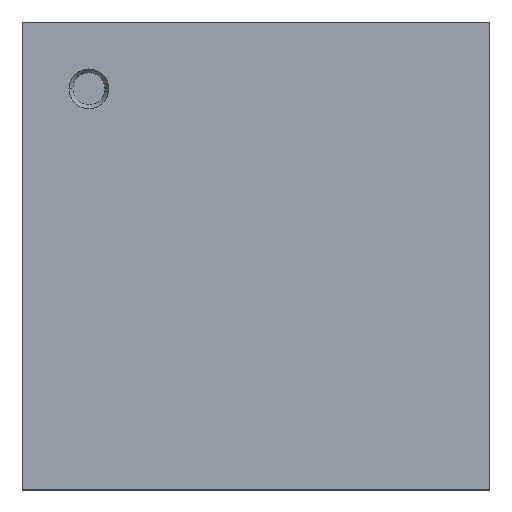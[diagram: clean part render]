
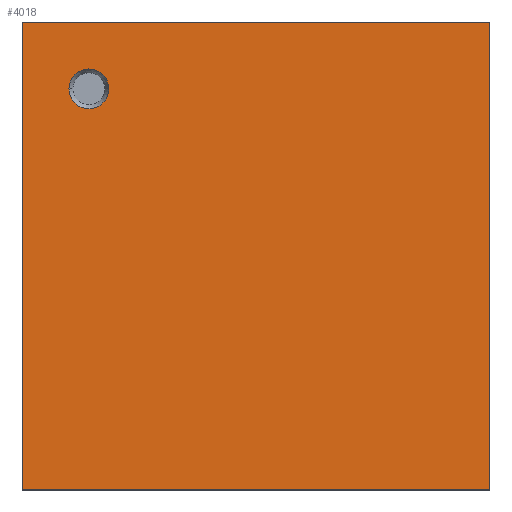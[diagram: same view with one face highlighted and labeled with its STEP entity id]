
A CAD part, top view. The second image highlights one B-rep face of the part: STEP entity #4018.
In plain terms, the highlighted planar face has unit normal (0, 0, 1).
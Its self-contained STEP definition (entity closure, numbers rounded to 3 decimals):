
#133 = CARTESIAN_POINT ( 'NONE',  ( -3.5, -3.5, 1.1 ) ) ;
#150 = CARTESIAN_POINT ( 'NONE',  ( -2.202, 2.5, 1.1 ) ) ;
#223 = CARTESIAN_POINT ( 'NONE',  ( 3.5, -3.5, 1.1 ) ) ;
#315 = VECTOR ( 'NONE', #2634, 1000. ) ;
#355 = ORIENTED_EDGE ( 'NONE', *, *, #2841, .F. ) ;
#536 = CARTESIAN_POINT ( 'NONE',  ( -3.5, -3.5, 1.1 ) ) ;
#565 = LINE ( 'NONE', #133, #315 ) ;
#663 = CARTESIAN_POINT ( 'NONE',  ( -3.5, 3.5, 1.1 ) ) ;
#774 = EDGE_CURVE ( 'NONE', #2379, #5473, #9340, .T. ) ;
#956 = ORIENTED_EDGE ( 'NONE', *, *, #1940, .T. ) ;
#1016 = VERTEX_POINT ( 'NONE', #2381 ) ;
#1617 = DIRECTION ( 'NONE',  ( 0., 0., 1. ) ) ;
#1734 = FACE_BOUND ( 'NONE', #2245, .T. ) ;
#1940 = EDGE_CURVE ( 'NONE', #5473, #4718, #9925, .T. ) ;
#2236 = CIRCLE ( 'NONE', #9618, 0.298 ) ;
#2245 = EDGE_LOOP ( 'NONE', ( #355, #8600 ) ) ;
#2379 = VERTEX_POINT ( 'NONE', #9578 ) ;
#2381 = CARTESIAN_POINT ( 'NONE',  ( -2.798, 2.5, 1.1 ) ) ;
#2634 = DIRECTION ( 'NONE',  ( 1., 0., 0. ) ) ;
#2790 = EDGE_LOOP ( 'NONE', ( #956, #5717, #9138, #6395 ) ) ;
#2841 = EDGE_CURVE ( 'NONE', #5441, #1016, #2236, .T. ) ;
#3037 = VECTOR ( 'NONE', #8085, 1000. ) ;
#3291 = DIRECTION ( 'NONE',  ( 0., 0., 1. ) ) ;
#3300 = EDGE_CURVE ( 'NONE', #5474, #2379, #8509, .T. ) ;
#3480 = AXIS2_PLACEMENT_3D ( 'NONE', #6534, #1617, #7363 ) ;
#3528 = DIRECTION ( 'NONE',  ( 0., 0., 1. ) ) ;
#4018 = ADVANCED_FACE ( 'NONE', ( #1734, #5861 ), #8980, .T. ) ;
#4179 = VECTOR ( 'NONE', #6553, 1000. ) ;
#4718 = VERTEX_POINT ( 'NONE', #536 ) ;
#5441 = VERTEX_POINT ( 'NONE', #150 ) ;
#5473 = VERTEX_POINT ( 'NONE', #6817 ) ;
#5474 = VERTEX_POINT ( 'NONE', #223 ) ;
#5543 = VECTOR ( 'NONE', #5600, 1000. ) ;
#5600 = DIRECTION ( 'NONE',  ( 0., -1., 0. ) ) ;
#5717 = ORIENTED_EDGE ( 'NONE', *, *, #8291, .T. ) ;
#5861 = FACE_OUTER_BOUND ( 'NONE', #2790, .T. ) ;
#6395 = ORIENTED_EDGE ( 'NONE', *, *, #774, .T. ) ;
#6500 = CARTESIAN_POINT ( 'NONE',  ( 3.5, 3.5, 1.1 ) ) ;
#6534 = CARTESIAN_POINT ( 'NONE',  ( -3.5, -3.5, 1.1 ) ) ;
#6553 = DIRECTION ( 'NONE',  ( 0., 1., 0. ) ) ;
#6817 = CARTESIAN_POINT ( 'NONE',  ( -3.5, 3.5, 1.1 ) ) ;
#7307 = CARTESIAN_POINT ( 'NONE',  ( -3.5, 3.5, 1.1 ) ) ;
#7363 = DIRECTION ( 'NONE',  ( 1., 0., 0. ) ) ;
#7666 = AXIS2_PLACEMENT_3D ( 'NONE', #8433, #3528, #9280 ) ;
#8085 = DIRECTION ( 'NONE',  ( -1., 0., 0. ) ) ;
#8185 = CARTESIAN_POINT ( 'NONE',  ( -2.5, 2.5, 1.1 ) ) ;
#8291 = EDGE_CURVE ( 'NONE', #4718, #5474, #565, .T. ) ;
#8347 = EDGE_CURVE ( 'NONE', #1016, #5441, #8718, .T. ) ;
#8433 = CARTESIAN_POINT ( 'NONE',  ( -2.5, 2.5, 1.1 ) ) ;
#8509 = LINE ( 'NONE', #6500, #4179 ) ;
#8600 = ORIENTED_EDGE ( 'NONE', *, *, #8347, .F. ) ;
#8718 = CIRCLE ( 'NONE', #7666, 0.298 ) ;
#8980 = PLANE ( 'NONE',  #3480 ) ;
#9027 = DIRECTION ( 'NONE',  ( 1., 0., 0. ) ) ;
#9138 = ORIENTED_EDGE ( 'NONE', *, *, #3300, .T. ) ;
#9280 = DIRECTION ( 'NONE',  ( 1., 0., 0. ) ) ;
#9340 = LINE ( 'NONE', #7307, #3037 ) ;
#9578 = CARTESIAN_POINT ( 'NONE',  ( 3.5, 3.5, 1.1 ) ) ;
#9618 = AXIS2_PLACEMENT_3D ( 'NONE', #8185, #3291, #9027 ) ;
#9925 = LINE ( 'NONE', #663, #5543 ) ;
